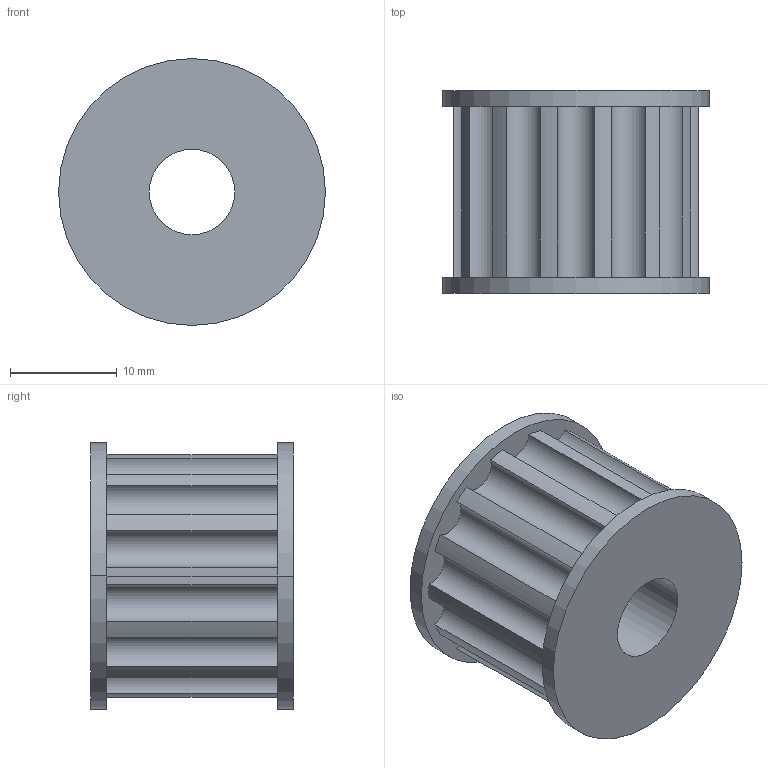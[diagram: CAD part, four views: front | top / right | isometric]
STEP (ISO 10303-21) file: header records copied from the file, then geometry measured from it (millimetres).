
FILE_DESCRIPTION (( 'STEP AP214' ), '1' );
FILE_NAME ('A857 崹魤 HTD5M-15-15, O 瘔錟 8 擤.STEP', '2025-10-27T11:35:17', ( '' ), ( '' ), 'SwSTEP 2.0', 'SolidWorks 2025', '' );
FILE_SCHEMA (( 'AUTOMOTIVE_DESIGN' ));
Length unit declared in the file: millimetre
Products named in the file (1): A857 Шкив HTD5M-15-15, Ø вала 8 мм
Bounding box: 25 x 19 x 25 mm (x, y, z)
Volume: 6122.4 mm3; surface area: 3418.6 mm2
Topology: 1 solids, 1 shells, 45 faces, 123 edges, 82 vertices
Faces by surface type: cylinder 41, plane 4
Entity records: 1506 total; most frequent: DIRECTION 297, CARTESIAN_POINT 251, ORIENTED_EDGE 246, AXIS2_PLACEMENT_3D 128, EDGE_CURVE 123, CIRCLE 82, VERTEX_POINT 82, EDGE_LOOP 49
